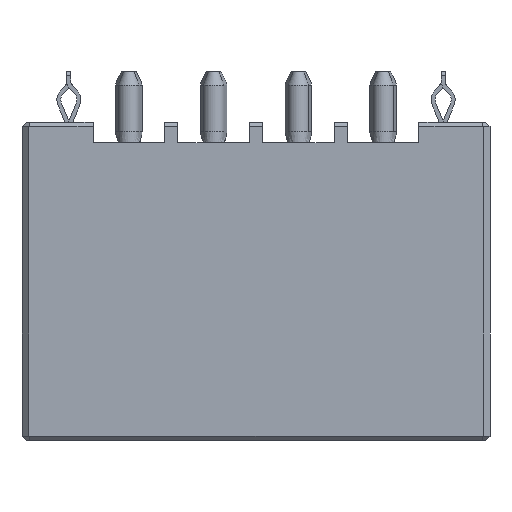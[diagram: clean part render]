
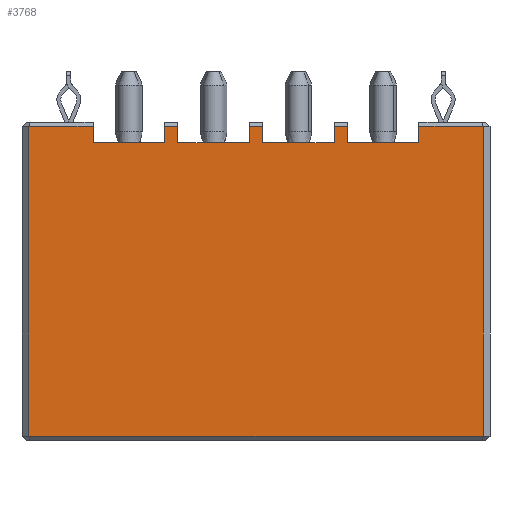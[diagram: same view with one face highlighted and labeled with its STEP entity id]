
A CAD part, front view. The second image highlights one B-rep face of the part: STEP entity #3768.
In plain terms, the highlighted planar face has unit normal (0, -1, 0).
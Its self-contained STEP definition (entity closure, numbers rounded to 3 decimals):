
#2703=CARTESIAN_POINT('',(17.025,-4.15,-14.5));
#2704=VERTEX_POINT('',#2703);
#2711=CARTESIAN_POINT('',(-17.025,-4.15,-14.5));
#2712=VERTEX_POINT('',#2711);
#2713=CARTESIAN_POINT('',(17.025,-4.15,-14.5));
#2714=DIRECTION('',(-1.,0.,0.));
#2715=VECTOR('',#2714,34.05);
#2716=LINE('',#2713,#2715);
#2717=EDGE_CURVE('',#2704,#2712,#2716,.T.);
#2945=CARTESIAN_POINT('',(17.025,-4.15,8.7));
#2946=VERTEX_POINT('',#2945);
#3003=CARTESIAN_POINT('',(-17.025,-4.15,8.7));
#3004=VERTEX_POINT('',#3003);
#3184=CARTESIAN_POINT('',(-17.025,-4.15,-14.5));
#3185=DIRECTION('',(0.,0.,1.));
#3186=VECTOR('',#3185,23.2);
#3187=LINE('',#3184,#3186);
#3188=EDGE_CURVE('',#2712,#3004,#3187,.T.);
#3247=CARTESIAN_POINT('',(17.025,-4.15,8.7));
#3248=DIRECTION('',(0.,0.,-1.));
#3249=VECTOR('',#3248,23.2);
#3250=LINE('',#3247,#3249);
#3251=EDGE_CURVE('',#2946,#2704,#3250,.T.);
#3270=CARTESIAN_POINT('',(12.2,-4.15,8.7));
#3271=VERTEX_POINT('',#3270);
#3278=CARTESIAN_POINT('',(12.2,-4.15,8.7));
#3279=DIRECTION('',(1.,0.,0.));
#3280=VECTOR('',#3279,4.825);
#3281=LINE('',#3278,#3280);
#3282=EDGE_CURVE('',#3271,#2946,#3281,.T.);
#3326=CARTESIAN_POINT('',(5.85,-4.15,8.7));
#3327=VERTEX_POINT('',#3326);
#3334=CARTESIAN_POINT('',(6.85,-4.15,8.7));
#3335=VERTEX_POINT('',#3334);
#3336=CARTESIAN_POINT('',(5.85,-4.15,8.7));
#3337=DIRECTION('',(1.,0.,0.));
#3338=VECTOR('',#3337,1.);
#3339=LINE('',#3336,#3338);
#3340=EDGE_CURVE('',#3327,#3335,#3339,.T.);
#3428=CARTESIAN_POINT('',(-0.5,-4.15,8.7));
#3429=VERTEX_POINT('',#3428);
#3436=CARTESIAN_POINT('',(0.5,-4.15,8.7));
#3437=VERTEX_POINT('',#3436);
#3438=CARTESIAN_POINT('',(-0.5,-4.15,8.7));
#3439=DIRECTION('',(1.,0.,0.));
#3440=VECTOR('',#3439,1.);
#3441=LINE('',#3438,#3440);
#3442=EDGE_CURVE('',#3429,#3437,#3441,.T.);
#3530=CARTESIAN_POINT('',(-6.85,-4.15,8.7));
#3531=VERTEX_POINT('',#3530);
#3538=CARTESIAN_POINT('',(-5.85,-4.15,8.7));
#3539=VERTEX_POINT('',#3538);
#3540=CARTESIAN_POINT('',(-6.85,-4.15,8.7));
#3541=DIRECTION('',(1.,0.,0.));
#3542=VECTOR('',#3541,1.);
#3543=LINE('',#3540,#3542);
#3544=EDGE_CURVE('',#3531,#3539,#3543,.T.);
#3568=CARTESIAN_POINT('',(-12.2,-4.15,8.7));
#3569=VERTEX_POINT('',#3568);
#3570=CARTESIAN_POINT('',(-17.025,-4.15,8.7));
#3571=DIRECTION('',(1.,0.,0.));
#3572=VECTOR('',#3571,4.825);
#3573=LINE('',#3570,#3572);
#3574=EDGE_CURVE('',#3004,#3569,#3573,.T.);
#3665=CARTESIAN_POINT('',(0.,-4.15,-2.9));
#3666=DIRECTION('',(-1.,0.,0.));
#3667=DIRECTION('',(0.,-1.,0.));
#3668=AXIS2_PLACEMENT_3D('',#3665,#3667,#3666);
#3669=PLANE('',#3668);
#3670=ORIENTED_EDGE('',*,*,#3251,.F.);
#3671=ORIENTED_EDGE('',*,*,#3282,.F.);
#3672=CARTESIAN_POINT('',(12.2,-4.15,7.5));
#3673=VERTEX_POINT('',#3672);
#3674=CARTESIAN_POINT('',(12.2,-4.15,8.7));
#3675=DIRECTION('',(0.,0.,-1.));
#3676=VECTOR('',#3675,1.2);
#3677=LINE('',#3674,#3676);
#3678=EDGE_CURVE('',#3271,#3673,#3677,.T.);
#3679=ORIENTED_EDGE('',*,*,#3678,.T.);
#3680=CARTESIAN_POINT('',(6.85,-4.15,7.5));
#3681=VERTEX_POINT('',#3680);
#3682=CARTESIAN_POINT('',(12.2,-4.15,7.5));
#3683=DIRECTION('',(-1.,0.,0.));
#3684=VECTOR('',#3683,5.35);
#3685=LINE('',#3682,#3684);
#3686=EDGE_CURVE('',#3673,#3681,#3685,.T.);
#3687=ORIENTED_EDGE('',*,*,#3686,.T.);
#3688=CARTESIAN_POINT('',(6.85,-4.15,7.5));
#3689=DIRECTION('',(0.,0.,1.));
#3690=VECTOR('',#3689,1.2);
#3691=LINE('',#3688,#3690);
#3692=EDGE_CURVE('',#3681,#3335,#3691,.T.);
#3693=ORIENTED_EDGE('',*,*,#3692,.T.);
#3694=ORIENTED_EDGE('',*,*,#3340,.F.);
#3695=CARTESIAN_POINT('',(5.85,-4.15,7.5));
#3696=VERTEX_POINT('',#3695);
#3697=CARTESIAN_POINT('',(5.85,-4.15,8.7));
#3698=DIRECTION('',(0.,0.,-1.));
#3699=VECTOR('',#3698,1.2);
#3700=LINE('',#3697,#3699);
#3701=EDGE_CURVE('',#3327,#3696,#3700,.T.);
#3702=ORIENTED_EDGE('',*,*,#3701,.T.);
#3703=CARTESIAN_POINT('',(0.5,-4.15,7.5));
#3704=VERTEX_POINT('',#3703);
#3705=CARTESIAN_POINT('',(5.85,-4.15,7.5));
#3706=DIRECTION('',(-1.,0.,0.));
#3707=VECTOR('',#3706,5.35);
#3708=LINE('',#3705,#3707);
#3709=EDGE_CURVE('',#3696,#3704,#3708,.T.);
#3710=ORIENTED_EDGE('',*,*,#3709,.T.);
#3711=CARTESIAN_POINT('',(0.5,-4.15,7.5));
#3712=DIRECTION('',(0.,0.,1.));
#3713=VECTOR('',#3712,1.2);
#3714=LINE('',#3711,#3713);
#3715=EDGE_CURVE('',#3704,#3437,#3714,.T.);
#3716=ORIENTED_EDGE('',*,*,#3715,.T.);
#3717=ORIENTED_EDGE('',*,*,#3442,.F.);
#3718=CARTESIAN_POINT('',(-0.5,-4.15,7.5));
#3719=VERTEX_POINT('',#3718);
#3720=CARTESIAN_POINT('',(-0.5,-4.15,8.7));
#3721=DIRECTION('',(0.,0.,-1.));
#3722=VECTOR('',#3721,1.2);
#3723=LINE('',#3720,#3722);
#3724=EDGE_CURVE('',#3429,#3719,#3723,.T.);
#3725=ORIENTED_EDGE('',*,*,#3724,.T.);
#3726=CARTESIAN_POINT('',(-5.85,-4.15,7.5));
#3727=VERTEX_POINT('',#3726);
#3728=CARTESIAN_POINT('',(-0.5,-4.15,7.5));
#3729=DIRECTION('',(-1.,0.,0.));
#3730=VECTOR('',#3729,5.35);
#3731=LINE('',#3728,#3730);
#3732=EDGE_CURVE('',#3719,#3727,#3731,.T.);
#3733=ORIENTED_EDGE('',*,*,#3732,.T.);
#3734=CARTESIAN_POINT('',(-5.85,-4.15,7.5));
#3735=DIRECTION('',(0.,0.,1.));
#3736=VECTOR('',#3735,1.2);
#3737=LINE('',#3734,#3736);
#3738=EDGE_CURVE('',#3727,#3539,#3737,.T.);
#3739=ORIENTED_EDGE('',*,*,#3738,.T.);
#3740=ORIENTED_EDGE('',*,*,#3544,.F.);
#3741=CARTESIAN_POINT('',(-6.85,-4.15,7.5));
#3742=VERTEX_POINT('',#3741);
#3743=CARTESIAN_POINT('',(-6.85,-4.15,8.7));
#3744=DIRECTION('',(0.,0.,-1.));
#3745=VECTOR('',#3744,1.2);
#3746=LINE('',#3743,#3745);
#3747=EDGE_CURVE('',#3531,#3742,#3746,.T.);
#3748=ORIENTED_EDGE('',*,*,#3747,.T.);
#3749=CARTESIAN_POINT('',(-12.2,-4.15,7.5));
#3750=VERTEX_POINT('',#3749);
#3751=CARTESIAN_POINT('',(-6.85,-4.15,7.5));
#3752=DIRECTION('',(-1.,0.,0.));
#3753=VECTOR('',#3752,5.35);
#3754=LINE('',#3751,#3753);
#3755=EDGE_CURVE('',#3742,#3750,#3754,.T.);
#3756=ORIENTED_EDGE('',*,*,#3755,.T.);
#3757=CARTESIAN_POINT('',(-12.2,-4.15,7.5));
#3758=DIRECTION('',(0.,0.,1.));
#3759=VECTOR('',#3758,1.2);
#3760=LINE('',#3757,#3759);
#3761=EDGE_CURVE('',#3750,#3569,#3760,.T.);
#3762=ORIENTED_EDGE('',*,*,#3761,.T.);
#3763=ORIENTED_EDGE('',*,*,#3574,.F.);
#3764=ORIENTED_EDGE('',*,*,#3188,.F.);
#3765=ORIENTED_EDGE('',*,*,#2717,.F.);
#3766=EDGE_LOOP('',(#3670,#3671,#3679,#3687,#3693,#3694,#3702,#3710,#3716,#3717,#3725,#3733,#3739,#3740,#3748,#3756,#3762,#3763,#3764,#3765));
#3767=FACE_OUTER_BOUND('',#3766,.T.);
#3768=ADVANCED_FACE('',(#3767),#3669,.T.);
